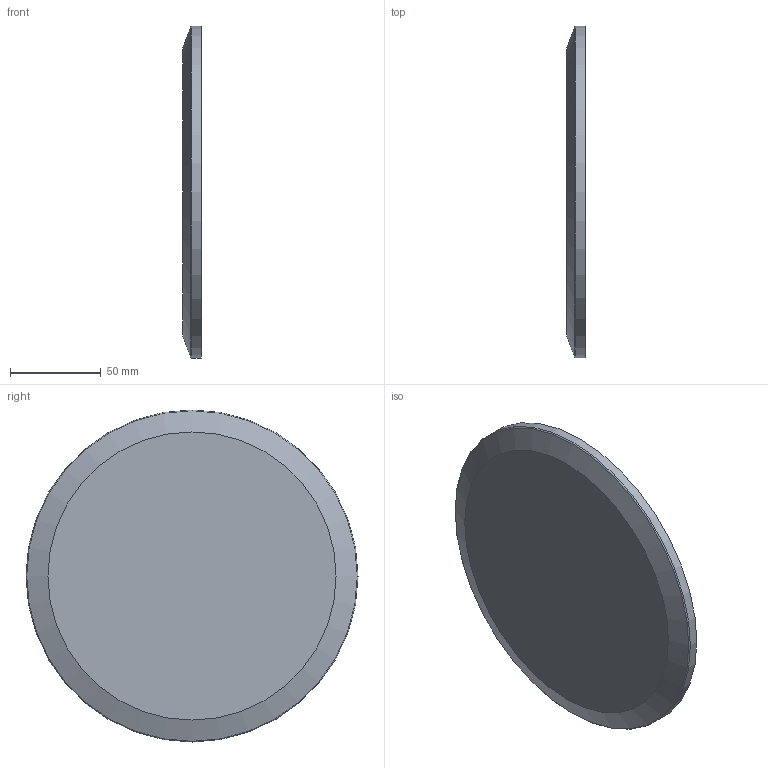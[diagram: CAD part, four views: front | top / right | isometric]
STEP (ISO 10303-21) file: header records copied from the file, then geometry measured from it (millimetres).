
FILE_DESCRIPTION(/* description */ (''),/* implementation_level */ '2;1');
FILE_NAME(/* name */ '16AMD 60.stp',/* time_stamp */ '2022-04-12T09:15:56+09:00',/* author */ ('3dcad-eng'),/* organization */ (''),/* preprocessor_version */ 'ST-DEVELOPER v18.1',/* originating_system */ 'Autodesk Inventor 2022',/* authorisation */ '');
FILE_SCHEMA (('AUTOMOTIVE_DESIGN { 1 0 10303 214 3 1 1 }'));
Length unit declared in the file: millimetre
Products named in the file (1): 16AMD 60
Bounding box: 10 x 183 x 183 mm (x, y, z)
Volume: 246456.6 mm3; surface area: 56978.3 mm2
Topology: 1 solids, 1 shells, 11 faces, 24 edges, 16 vertices
Faces by surface type: torus 4, cone 3, plane 3, cylinder 1
Full cylindrical faces by diameter (mm): 183 x1
Entity records: 359 total; most frequent: DIRECTION 68, CARTESIAN_POINT 52, ORIENTED_EDGE 48, AXIS2_PLACEMENT_3D 32, EDGE_CURVE 24, CIRCLE 20, VERTEX_POINT 16, EDGE_LOOP 12
